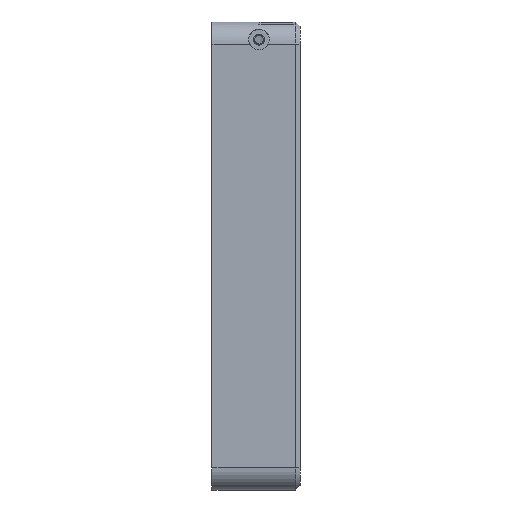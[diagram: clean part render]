
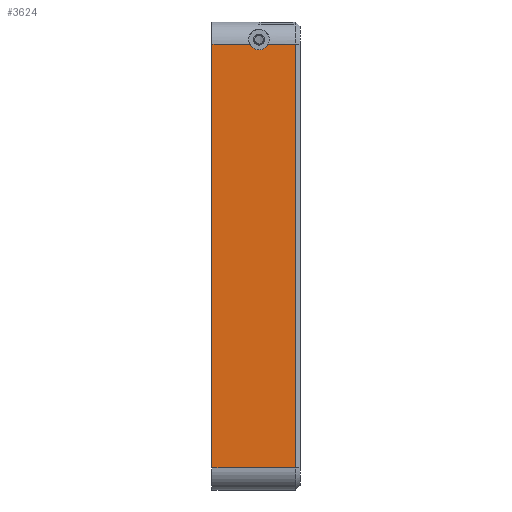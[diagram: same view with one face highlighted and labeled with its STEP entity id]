
A CAD part, left-side view. The second image highlights one B-rep face of the part: STEP entity #3624.
In plain terms, the highlighted planar face has unit normal (-1, 0, 0).
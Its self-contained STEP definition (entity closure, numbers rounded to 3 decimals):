
#320 = DIRECTION ( 'NONE',  ( 0., 1., 0. ) ) ;
#365 = CARTESIAN_POINT ( 'NONE',  ( -21.75, -1.5, -48. ) ) ;
#561 = CARTESIAN_POINT ( 'NONE',  ( -21.75, -1.5, -48. ) ) ;
#616 = VECTOR ( 'NONE', #5811, 1000. ) ;
#689 = VERTEX_POINT ( 'NONE', #738 ) ;
#738 = CARTESIAN_POINT ( 'NONE',  ( -21.75, -0.5, 48. ) ) ;
#799 = ORIENTED_EDGE ( 'NONE', *, *, #7301, .T. ) ;
#1478 = CARTESIAN_POINT ( 'NONE',  ( -21.75, 18.45, -48. ) ) ;
#1484 = CARTESIAN_POINT ( 'NONE',  ( -21.75, 18.45, 48. ) ) ;
#1667 = CARTESIAN_POINT ( 'NONE',  ( -21.75, -0.5, -48. ) ) ;
#1704 = DIRECTION ( 'NONE',  ( 0., 0., 1. ) ) ;
#1768 = CARTESIAN_POINT ( 'NONE',  ( -21.75, 9.899, 48. ) ) ;
#2130 = DIRECTION ( 'NONE',  ( -1., 0., 0. ) ) ;
#2265 = VERTEX_POINT ( 'NONE', #1768 ) ;
#2381 = ORIENTED_EDGE ( 'NONE', *, *, #5606, .T. ) ;
#2620 = VERTEX_POINT ( 'NONE', #7865 ) ;
#2635 = EDGE_LOOP ( 'NONE', ( #3973, #7942, #2706, #7298, #2381, #799, #4373 ) ) ;
#2700 = FACE_OUTER_BOUND ( 'NONE', #2635, .T. ) ;
#2706 = ORIENTED_EDGE ( 'NONE', *, *, #6528, .F. ) ;
#2776 = DIRECTION ( 'NONE',  ( 0., 0., 1. ) ) ;
#2871 = VERTEX_POINT ( 'NONE', #1484 ) ;
#2929 = LINE ( 'NONE', #5636, #5084 ) ;
#3053 = VERTEX_POINT ( 'NONE', #1667 ) ;
#3276 = VECTOR ( 'NONE', #2776, 1000. ) ;
#3286 = VECTOR ( 'NONE', #1704, 1000. ) ;
#3345 = DIRECTION ( 'NONE',  ( -1., 0., 0. ) ) ;
#3385 = PLANE ( 'NONE',  #8193 ) ;
#3624 = ADVANCED_FACE ( 'NONE', ( #2700 ), #3385, .T. ) ;
#3935 = DIRECTION ( 'NONE',  ( 0., 0., 1. ) ) ;
#3970 = CARTESIAN_POINT ( 'NONE',  ( -21.75, 18.45, -48. ) ) ;
#3973 = ORIENTED_EDGE ( 'NONE', *, *, #6235, .F. ) ;
#4183 = CARTESIAN_POINT ( 'NONE',  ( -21.75, 5.701, 48. ) ) ;
#4373 = ORIENTED_EDGE ( 'NONE', *, *, #6688, .F. ) ;
#4422 = LINE ( 'NONE', #6458, #4880 ) ;
#4457 = VERTEX_POINT ( 'NONE', #4183 ) ;
#4880 = VECTOR ( 'NONE', #320, 1000. ) ;
#4925 = AXIS2_PLACEMENT_3D ( 'NONE', #8418, #2130, #7773 ) ;
#5070 = EDGE_CURVE ( 'NONE', #3053, #7161, #5205, .T. ) ;
#5084 = VECTOR ( 'NONE', #8445, 1000. ) ;
#5205 = LINE ( 'NONE', #365, #616 ) ;
#5361 = CARTESIAN_POINT ( 'NONE',  ( -21.75, 7.8, 49. ) ) ;
#5606 = EDGE_CURVE ( 'NONE', #3053, #689, #6656, .T. ) ;
#5636 = CARTESIAN_POINT ( 'NONE',  ( -21.75, -1.5, 48. ) ) ;
#5811 = DIRECTION ( 'NONE',  ( 0., 1., 0. ) ) ;
#5960 = CARTESIAN_POINT ( 'NONE',  ( -21.75, -0.5, 48. ) ) ;
#6213 = CIRCLE ( 'NONE', #6795, 2.325 ) ;
#6235 = EDGE_CURVE ( 'NONE', #2265, #2620, #6213, .T. ) ;
#6438 = EDGE_CURVE ( 'NONE', #2265, #2871, #4422, .T. ) ;
#6458 = CARTESIAN_POINT ( 'NONE',  ( -21.75, -1.5, 48. ) ) ;
#6528 = EDGE_CURVE ( 'NONE', #7161, #2871, #7631, .T. ) ;
#6656 = LINE ( 'NONE', #5960, #3286 ) ;
#6688 = EDGE_CURVE ( 'NONE', #2620, #4457, #8010, .T. ) ;
#6795 = AXIS2_PLACEMENT_3D ( 'NONE', #5361, #8171, #8906 ) ;
#7161 = VERTEX_POINT ( 'NONE', #1478 ) ;
#7298 = ORIENTED_EDGE ( 'NONE', *, *, #5070, .F. ) ;
#7301 = EDGE_CURVE ( 'NONE', #689, #4457, #2929, .T. ) ;
#7631 = LINE ( 'NONE', #3970, #3276 ) ;
#7773 = DIRECTION ( 'NONE',  ( 0., 0., 1. ) ) ;
#7865 = CARTESIAN_POINT ( 'NONE',  ( -21.75, 7.8, 46.675 ) ) ;
#7942 = ORIENTED_EDGE ( 'NONE', *, *, #6438, .T. ) ;
#8010 = CIRCLE ( 'NONE', #4925, 2.325 ) ;
#8171 = DIRECTION ( 'NONE',  ( -1., 0., 0. ) ) ;
#8193 = AXIS2_PLACEMENT_3D ( 'NONE', #561, #3345, #3935 ) ;
#8418 = CARTESIAN_POINT ( 'NONE',  ( -21.75, 7.8, 49. ) ) ;
#8445 = DIRECTION ( 'NONE',  ( 0., 1., 0. ) ) ;
#8906 = DIRECTION ( 'NONE',  ( 0., 0., 1. ) ) ;
